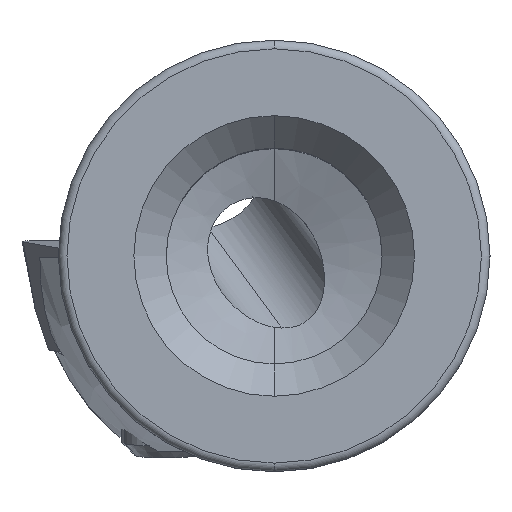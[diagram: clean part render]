
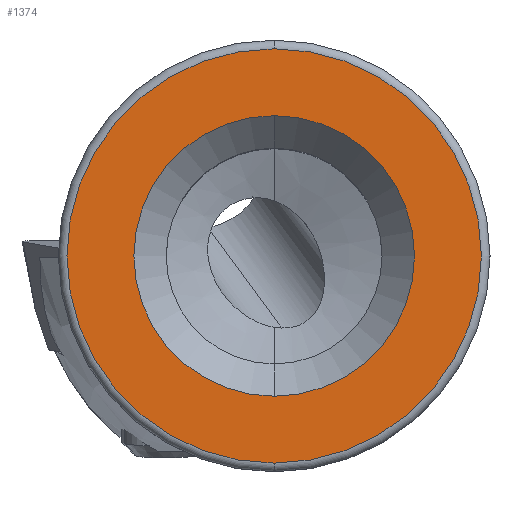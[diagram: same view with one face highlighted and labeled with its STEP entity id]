
A CAD part, top view. The second image highlights one B-rep face of the part: STEP entity #1374.
In plain terms, the highlighted planar face has unit normal (0, 0, 1).
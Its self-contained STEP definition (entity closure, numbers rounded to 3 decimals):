
#888=VERTEX_POINT('NONE',#2165);
#946=VERTEX_POINT('NONE',#2229);
#974=EDGE_CURVE('NONE',#946,#1254,#2259,.T.);
#1254=VERTEX_POINT('NONE',#2569);
#1374=ADVANCED_FACE('NONE',(#2698,#2699),#2700,.T.);
#1460=EDGE_CURVE('NONE',#1804,#888,#2794,.T.);
#1588=EDGE_CURVE('NONE',#888,#1804,#2936,.F.);
#1672=EDGE_CURVE('NONE',#1254,#946,#3031,.T.);
#1804=VERTEX_POINT('NONE',#3181);
#2165=CARTESIAN_POINT('',(0.,3.25,0.0));
#2229=CARTESIAN_POINT('',(0.0,-4.8,0.0));
#2259=CIRCLE('',#4378,4.8);
#2569=CARTESIAN_POINT('',(0.,4.8,0.0));
#2698=FACE_OUTER_BOUND('',#5397,.T.);
#2699=FACE_BOUND('',#5398,.T.);
#2700=PLANE('',#5399);
#2794=CIRCLE('',#5641,3.25);
#2936=CIRCLE('',#5966,3.25);
#3031=CIRCLE('',#6192,4.8);
#3181=CARTESIAN_POINT('',(0.0,-3.25,0.0));
#4378=AXIS2_PLACEMENT_3D('',#6999,#7000,#7001);
#5397=EDGE_LOOP('',(#7512,#7513));
#5398=EDGE_LOOP('',(#7514,#7515));
#5399=AXIS2_PLACEMENT_3D('',#7516,#7517,#7518);
#5641=AXIS2_PLACEMENT_3D('',#7621,#7622,#7623);
#5966=AXIS2_PLACEMENT_3D('',#7786,#7787,#7788);
#6192=AXIS2_PLACEMENT_3D('',#7925,#7926,#7927);
#6999=CARTESIAN_POINT('',(0.0,0.0,0.0));
#7000=DIRECTION('',(0.0,-0.0,1.0));
#7001=DIRECTION('',(0.0,1.0,0.0));
#7512=ORIENTED_EDGE('',*,*,#974,.T.);
#7513=ORIENTED_EDGE('',*,*,#1672,.T.);
#7514=ORIENTED_EDGE('',*,*,#1460,.T.);
#7515=ORIENTED_EDGE('',*,*,#1588,.T.);
#7516=CARTESIAN_POINT('',(0.0,0.0,0.0));
#7517=DIRECTION('',(0.0,0.0,1.0));
#7518=DIRECTION('',(0.0,-1.0,0.0));
#7621=CARTESIAN_POINT('',(0.0,0.0,0.0));
#7622=DIRECTION('',(0.0,0.0,-1.0));
#7623=DIRECTION('',(0.0,-1.0,0.0));
#7786=CARTESIAN_POINT('',(0.0,0.0,0.0));
#7787=DIRECTION('',(0.0,0.0,1.0));
#7788=DIRECTION('',(0.0,-1.0,0.0));
#7925=CARTESIAN_POINT('',(0.0,0.0,0.0));
#7926=DIRECTION('',(0.0,-0.0,1.0));
#7927=DIRECTION('',(0.0,1.0,0.0));
